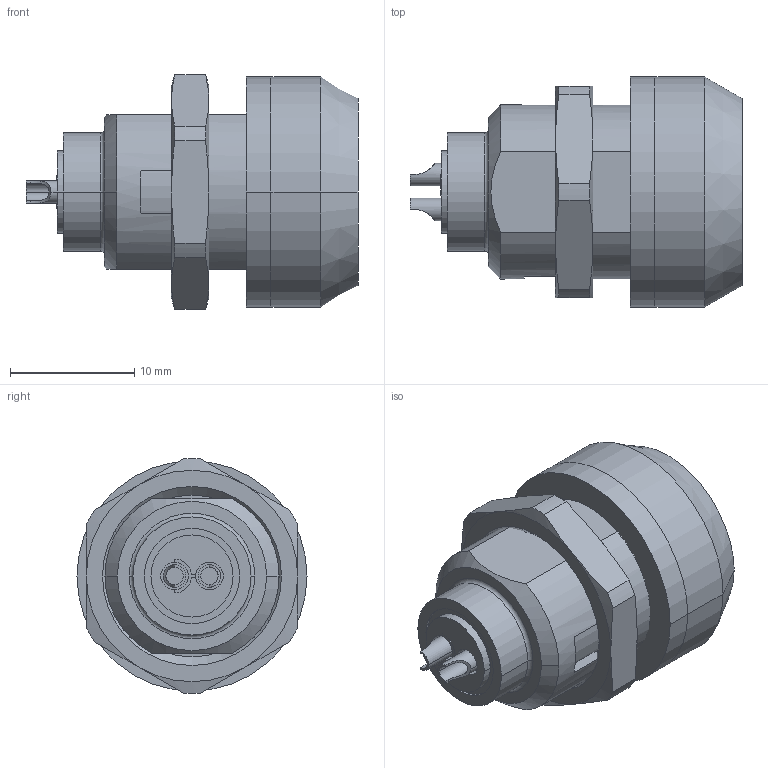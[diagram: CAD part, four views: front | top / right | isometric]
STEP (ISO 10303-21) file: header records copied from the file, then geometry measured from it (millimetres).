
FILE_DESCRIPTION((''),'2;1');
FILE_NAME('00169623_ASM','2020-10-08T14:05:15',('RTrager'),(''),'CREO PARAMETRIC BY PTC INC, 2018300','CREO PARAMETRIC BY PTC INC, 2018300','');
FILE_SCHEMA(('AP242_MANAGED_MODEL_BASED_3D_ENGINEERING_MIM_LF { 1 0 10303 442 1 1 4 }'));
Length unit declared in the file: millimetre
Products named in the file (8): 00129505; 00020153_AF1; 00031137_AF0; 00031137_AF1; 00031139_ASM; 00002505; 00128983; 00169623_ASM
Assembly tree (7 placements, depth 3):
  00169623_ASM
    00129505
    00031139_ASM
      00020153_AF1
      00031137_AF0
      00031137_AF1
    00002505
    00128983
Bounding box: 26.7 x 18.5 x 18.89 mm (x, y, z)
Volume: 4366.5 mm3; surface area: 2678.5 mm2
Topology: 6 solids, 6 shells, 107 faces, 256 edges, 164 vertices
Faces by surface type: cylinder 47, plane 38, cone 20, torus 2
Entity records: 5108 total; most frequent: CARTESIAN_POINT 1302, DIRECTION 578, ORIENTED_EDGE 512, PRESENTATION_STYLE_ASSIGNMENT 263, STYLED_ITEM 262, CURVE_STYLE 256, EDGE_CURVE 256, AXIS2_PLACEMENT_3D 239
